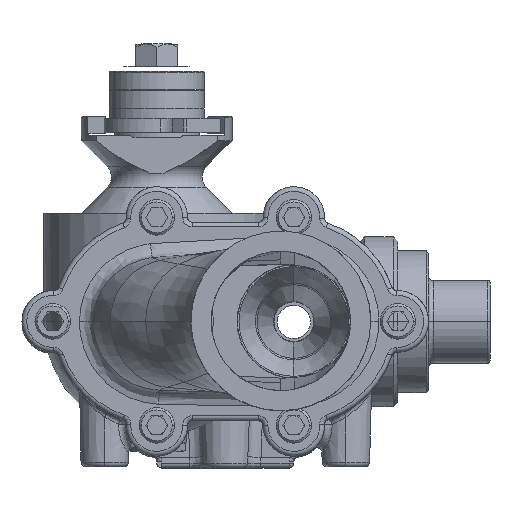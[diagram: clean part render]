
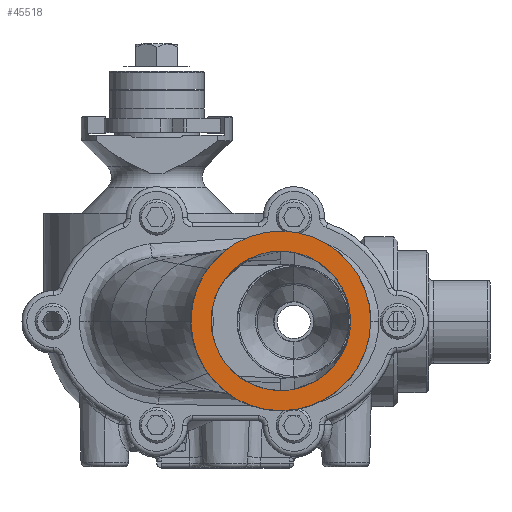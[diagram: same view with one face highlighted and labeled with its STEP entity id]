
A CAD part, top view. The second image highlights one B-rep face of the part: STEP entity #45518.
In plain terms, the highlighted planar face has unit normal (0, 0, 1).
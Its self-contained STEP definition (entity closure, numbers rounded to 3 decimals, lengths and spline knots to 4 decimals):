
#42473=CARTESIAN_POINT('',(1.6405,-0.9219,8.598));
#42474=CARTESIAN_POINT('',(1.661,-0.9219,8.598));
#42475=CARTESIAN_POINT('',(1.7019,-0.9205,8.598));
#42476=CARTESIAN_POINT('',(1.7632,-0.9144,8.598));
#42477=CARTESIAN_POINT('',(1.8035,-0.9076,8.598));
#42478=CARTESIAN_POINT('',(1.8236,-0.9035,8.598));
#42490=CARTESIAN_POINT('',(1.6405,0.,8.598));
#42491=DIRECTION('',(0.,0.,-1.));
#42492=DIRECTION('',(-1.,0.,0.));
#42493=AXIS2_PLACEMENT_3D('',#42490,#42491,#42492);
#42495=CARTESIAN_POINT('',(1.6405,0.,8.598));
#42496=DIRECTION('',(0.,0.,-1.));
#42497=DIRECTION('',(1.,0.,0.));
#42498=AXIS2_PLACEMENT_3D('',#42495,#42496,#42497);
#42500=CARTESIAN_POINT('',(0.7186,0.,8.598));
#42501=CARTESIAN_POINT('',(0.7186,-0.0252,8.598));
#42502=CARTESIAN_POINT('',(0.7207,-0.0755,8.598));
#42503=CARTESIAN_POINT('',(0.73,-0.1506,8.598));
#42504=CARTESIAN_POINT('',(0.7454,-0.2247,8.598));
#42505=CARTESIAN_POINT('',(0.7668,-0.2973,8.598));
#42506=CARTESIAN_POINT('',(0.7941,-0.3678,8.598));
#42507=CARTESIAN_POINT('',(0.8271,-0.4359,8.598));
#42508=CARTESIAN_POINT('',(0.8656,-0.5012,8.598));
#42509=CARTESIAN_POINT('',(0.8947,-0.5425,8.598));
#42510=CARTESIAN_POINT('',(0.9102,-0.5625,8.598));
#42521=CARTESIAN_POINT('',(0.9083,0.561,8.598));
#42522=CARTESIAN_POINT('',(0.893,0.5409,8.598));
#42523=CARTESIAN_POINT('',(0.8641,0.4996,8.598));
#42524=CARTESIAN_POINT('',(0.8259,0.4344,8.598));
#42525=CARTESIAN_POINT('',(0.7932,0.3663,8.598));
#42526=CARTESIAN_POINT('',(0.7662,0.296,8.598));
#42527=CARTESIAN_POINT('',(0.7451,0.2237,8.598));
#42528=CARTESIAN_POINT('',(0.7299,0.1499,8.598));
#42529=CARTESIAN_POINT('',(0.7207,0.0752,8.598));
#42530=CARTESIAN_POINT('',(0.7186,0.0251,8.598));
#42531=CARTESIAN_POINT('',(0.7186,0.,8.598));
#42538=CARTESIAN_POINT('',(1.6405,0.9219,8.598));
#42539=CARTESIAN_POINT('',(1.605,0.9219,8.598));
#42540=CARTESIAN_POINT('',(1.5346,0.9178,8.598));
#42541=CARTESIAN_POINT('',(1.43,0.8997,8.598));
#42542=CARTESIAN_POINT('',(1.3284,0.8699,8.598));
#42543=CARTESIAN_POINT('',(1.2308,0.8287,8.598));
#42544=CARTESIAN_POINT('',(1.1387,0.7765,8.598));
#42545=CARTESIAN_POINT('',(1.0533,0.7142,8.598));
#42546=CARTESIAN_POINT('',(0.9755,0.6423,8.598));
#42547=CARTESIAN_POINT('',(0.9297,0.5891,8.598));
#42548=CARTESIAN_POINT('',(0.9083,0.561,8.598));
#42554=CARTESIAN_POINT('',(1.8235,0.9037,8.598));
#42555=CARTESIAN_POINT('',(1.8034,0.9077,8.598));
#42556=CARTESIAN_POINT('',(1.763,0.9144,8.598));
#42557=CARTESIAN_POINT('',(1.7019,0.9205,8.598));
#42558=CARTESIAN_POINT('',(1.661,0.9219,8.598));
#42559=CARTESIAN_POINT('',(1.6405,0.9219,8.598));
#42571=CARTESIAN_POINT('',(2.5624,0.,8.598));
#42572=CARTESIAN_POINT('',(2.5624,0.0385,8.598));
#42573=CARTESIAN_POINT('',(2.5575,0.1148,8.598));
#42574=CARTESIAN_POINT('',(2.5362,0.2281,8.598));
#42575=CARTESIAN_POINT('',(2.5009,0.3379,8.598));
#42576=CARTESIAN_POINT('',(2.4523,0.4421,8.598));
#42577=CARTESIAN_POINT('',(2.3909,0.5399,8.598));
#42578=CARTESIAN_POINT('',(2.3181,0.6289,8.598));
#42579=CARTESIAN_POINT('',(2.2345,0.7085,8.598));
#42580=CARTESIAN_POINT('',(2.1421,0.7767,8.598));
#42581=CARTESIAN_POINT('',(2.0416,0.8331,8.598));
#42582=CARTESIAN_POINT('',(1.935,0.8763,8.598));
#42583=CARTESIAN_POINT('',(1.8612,0.8961,8.598));
#42584=CARTESIAN_POINT('',(1.8235,0.9037,8.598));
#42594=CARTESIAN_POINT('',(1.8236,-0.9035,8.598));
#42595=CARTESIAN_POINT('',(1.8613,-0.8959,8.598));
#42596=CARTESIAN_POINT('',(1.9351,-0.876,8.598));
#42597=CARTESIAN_POINT('',(2.0417,-0.8327,8.598));
#42598=CARTESIAN_POINT('',(2.1422,-0.7763,8.598));
#42599=CARTESIAN_POINT('',(2.2346,-0.708,8.598));
#42600=CARTESIAN_POINT('',(2.3182,-0.6285,8.598));
#42601=CARTESIAN_POINT('',(2.3909,-0.5396,8.598));
#42602=CARTESIAN_POINT('',(2.4523,-0.4419,8.598));
#42603=CARTESIAN_POINT('',(2.5009,-0.3377,8.598));
#42604=CARTESIAN_POINT('',(2.5362,-0.228,8.598));
#42605=CARTESIAN_POINT('',(2.5576,-0.1148,8.598));
#42606=CARTESIAN_POINT('',(2.5624,-0.0385,8.598));
#42607=CARTESIAN_POINT('',(2.5624,0.,8.598));
#42669=CARTESIAN_POINT('',(0.9102,-0.5625,8.598));
#42670=CARTESIAN_POINT('',(0.9317,-0.5905,8.598));
#42671=CARTESIAN_POINT('',(0.9775,-0.6434,8.598));
#42672=CARTESIAN_POINT('',(1.0553,-0.7149,8.598));
#42673=CARTESIAN_POINT('',(1.1406,-0.7769,8.598));
#42674=CARTESIAN_POINT('',(1.2324,-0.8289,8.598));
#42675=CARTESIAN_POINT('',(1.3296,-0.87,8.598));
#42676=CARTESIAN_POINT('',(1.4308,-0.8998,8.598));
#42677=CARTESIAN_POINT('',(1.535,-0.9178,8.598));
#42678=CARTESIAN_POINT('',(1.6052,-0.9219,8.598));
#42679=CARTESIAN_POINT('',(1.6405,-0.9219,8.598));
#44426=VERTEX_POINT('',#42500);
#44427=VERTEX_POINT('',#42510);
#44428=VERTEX_POINT('',#42679);
#44429=VERTEX_POINT('',#42478);
#44430=VERTEX_POINT('',#42607);
#44431=VERTEX_POINT('',#42521);
#44432=VERTEX_POINT('',#42538);
#44433=VERTEX_POINT('',#42554);
#44458=CARTESIAN_POINT('',(0.453,0.,8.598));
#44459=CARTESIAN_POINT('',(2.828,0.,8.598));
#44460=VERTEX_POINT('',#44458);
#44461=VERTEX_POINT('',#44459);
#45490=CARTESIAN_POINT('',(1.6405,0.,8.598));
#45491=DIRECTION('',(0.,0.,-1.));
#45492=DIRECTION('',(1.,0.,0.));
#45493=AXIS2_PLACEMENT_3D('',#45490,#45491,#45492);
#45494=PLANE('',#45493);
#45496=ORIENTED_EDGE('',*,*,#45495,.T.);
#45498=ORIENTED_EDGE('',*,*,#45497,.T.);
#45499=EDGE_LOOP('',(#45496,#45498));
#45500=FACE_OUTER_BOUND('',#45499,.F.);
#45502=ORIENTED_EDGE('',*,*,#45501,.T.);
#45504=ORIENTED_EDGE('',*,*,#45503,.T.);
#45505=ORIENTED_EDGE('',*,*,#45479,.T.);
#45507=ORIENTED_EDGE('',*,*,#45506,.T.);
#45509=ORIENTED_EDGE('',*,*,#45508,.T.);
#45511=ORIENTED_EDGE('',*,*,#45510,.T.);
#45513=ORIENTED_EDGE('',*,*,#45512,.T.);
#45515=ORIENTED_EDGE('',*,*,#45514,.T.);
#45516=EDGE_LOOP('',(#45502,#45504,#45505,#45507,#45509,#45511,#45513,#45515));
#45517=FACE_BOUND('',#45516,.F.);
#42479=B_SPLINE_CURVE_WITH_KNOTS('',3,(#42473,#42474,#42475,#42476,#42477,
#42478),.UNSPECIFIED.,.F.,.F.,(4,1,1,4),(0.,0.3333,
0.6667,1.),.UNSPECIFIED.);
#42494=CIRCLE('',#42493,1.1875);
#42499=CIRCLE('',#42498,1.1875);
#42511=B_SPLINE_CURVE_WITH_KNOTS('',3,(#42500,#42501,#42502,#42503,#42504,
#42505,#42506,#42507,#42508,#42509,#42510),.UNSPECIFIED.,.F.,.F.,(4,1,1,1,1,1,1,
1,4),(0.,0.125,0.25,0.375,0.5,0.625,0.75,0.875,1.),
.UNSPECIFIED.);
#42532=B_SPLINE_CURVE_WITH_KNOTS('',3,(#42521,#42522,#42523,#42524,#42525,
#42526,#42527,#42528,#42529,#42530,#42531),.UNSPECIFIED.,.F.,.F.,(4,1,1,1,1,1,1,
1,4),(0.,0.125,0.25,0.375,0.5,0.625,0.75,0.875,1.),
.UNSPECIFIED.);
#42549=B_SPLINE_CURVE_WITH_KNOTS('',3,(#42538,#42539,#42540,#42541,#42542,
#42543,#42544,#42545,#42546,#42547,#42548),.UNSPECIFIED.,.F.,.F.,(4,1,1,1,1,1,1,
1,4),(0.,0.125,0.25,0.375,0.5,0.625,0.75,0.875,1.),
.UNSPECIFIED.);
#42560=B_SPLINE_CURVE_WITH_KNOTS('',3,(#42554,#42555,#42556,#42557,#42558,
#42559),.UNSPECIFIED.,.F.,.F.,(4,1,1,4),(0.,0.3333,
0.6667,1.),.UNSPECIFIED.);
#42585=B_SPLINE_CURVE_WITH_KNOTS('',3,(#42571,#42572,#42573,#42574,#42575,
#42576,#42577,#42578,#42579,#42580,#42581,#42582,#42583,#42584),.UNSPECIFIED.,
.F.,.F.,(4,1,1,1,1,1,1,1,1,1,1,4),(0.,0.0909,0.1818,
0.2727,0.3636,0.4545,0.5455,
0.6364,0.7273,0.8182,0.9091,1.),
.UNSPECIFIED.);
#42608=B_SPLINE_CURVE_WITH_KNOTS('',3,(#42594,#42595,#42596,#42597,#42598,
#42599,#42600,#42601,#42602,#42603,#42604,#42605,#42606,#42607),.UNSPECIFIED.,
.F.,.F.,(4,1,1,1,1,1,1,1,1,1,1,4),(0.,0.0909,0.1818,
0.2727,0.3636,0.4545,0.5455,
0.6364,0.7273,0.8182,0.9091,1.),
.UNSPECIFIED.);
#42680=B_SPLINE_CURVE_WITH_KNOTS('',3,(#42669,#42670,#42671,#42672,#42673,
#42674,#42675,#42676,#42677,#42678,#42679),.UNSPECIFIED.,.F.,.F.,(4,1,1,1,1,1,1,
1,4),(0.,0.125,0.25,0.375,0.5,0.625,0.75,0.875,1.),
.UNSPECIFIED.);
#45479=EDGE_CURVE('',#44428,#44429,#42479,.T.);
#45495=EDGE_CURVE('',#44460,#44461,#42494,.T.);
#45497=EDGE_CURVE('',#44461,#44460,#42499,.T.);
#45501=EDGE_CURVE('',#44426,#44427,#42511,.T.);
#45503=EDGE_CURVE('',#44427,#44428,#42680,.T.);
#45506=EDGE_CURVE('',#44429,#44430,#42608,.T.);
#45508=EDGE_CURVE('',#44430,#44433,#42585,.T.);
#45510=EDGE_CURVE('',#44433,#44432,#42560,.T.);
#45512=EDGE_CURVE('',#44432,#44431,#42549,.T.);
#45514=EDGE_CURVE('',#44431,#44426,#42532,.T.);
#45518=ADVANCED_FACE('',(#45500,#45517),#45494,.F.);
